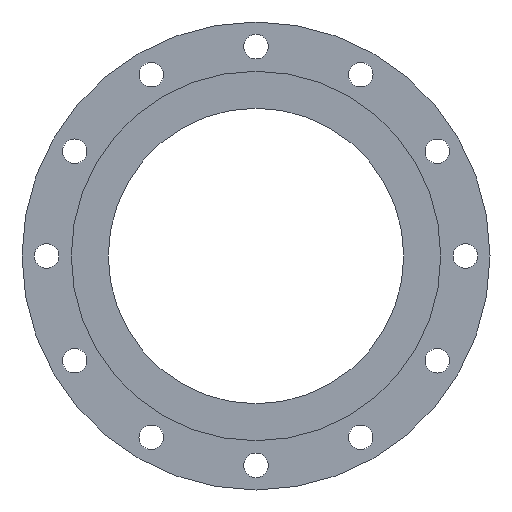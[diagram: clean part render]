
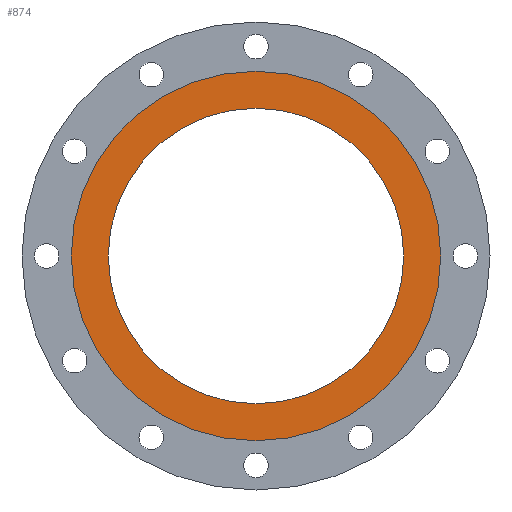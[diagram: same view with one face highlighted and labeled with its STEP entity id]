
A CAD part, front view. The second image highlights one B-rep face of the part: STEP entity #874.
In plain terms, the highlighted planar face has unit normal (0, -1, 0).
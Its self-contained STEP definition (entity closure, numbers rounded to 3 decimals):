
#16 = DIRECTION ( 'NONE',  ( 0., 0., -1. ) ) ;
#25 = CARTESIAN_POINT ( 'NONE',  ( 0., 0., -190.5 ) ) ;
#39 = DIRECTION ( 'NONE',  ( 0., 1., 0. ) ) ;
#42 = FACE_BOUND ( 'NONE', #59, .T. ) ;
#59 = EDGE_LOOP ( 'NONE', ( #201, #1405 ) ) ;
#108 = DIRECTION ( 'NONE',  ( 0., 1., 0. ) ) ;
#130 = AXIS2_PLACEMENT_3D ( 'NONE', #521, #758, #1221 ) ;
#168 = CARTESIAN_POINT ( 'NONE',  ( 0., 0., 190.5 ) ) ;
#201 = ORIENTED_EDGE ( 'NONE', *, *, #541, .T. ) ;
#238 = CARTESIAN_POINT ( 'NONE',  ( 0., 0., 0. ) ) ;
#250 = VERTEX_POINT ( 'NONE', #1243 ) ;
#255 = DIRECTION ( 'NONE',  ( 0., -1., 0. ) ) ;
#261 = EDGE_CURVE ( 'NONE', #882, #437, #788, .T. ) ;
#273 = CIRCLE ( 'NONE', #1295, 190.5 ) ;
#281 = DIRECTION ( 'NONE',  ( 0., 0., 1. ) ) ;
#437 = VERTEX_POINT ( 'NONE', #168 ) ;
#465 = CARTESIAN_POINT ( 'NONE',  ( 0., 0., 152.4 ) ) ;
#483 = CIRCLE ( 'NONE', #1128, 152.4 ) ;
#501 = CARTESIAN_POINT ( 'NONE',  ( 0., 0., 0. ) ) ;
#504 = CARTESIAN_POINT ( 'NONE',  ( 0., 0., 152.4 ) ) ;
#521 = CARTESIAN_POINT ( 'NONE',  ( 0., 0., 0. ) ) ;
#541 = EDGE_CURVE ( 'NONE', #684, #250, #1240, .T. ) ;
#616 = ORIENTED_EDGE ( 'NONE', *, *, #1380, .F. ) ;
#667 = DIRECTION ( 'NONE',  ( 0., 1., 0. ) ) ;
#684 = VERTEX_POINT ( 'NONE', #465 ) ;
#685 = CARTESIAN_POINT ( 'NONE',  ( 0., 0., 0. ) ) ;
#700 = DIRECTION ( 'NONE',  ( 0., 0., 1. ) ) ;
#721 = EDGE_CURVE ( 'NONE', #250, #684, #483, .T. ) ;
#758 = DIRECTION ( 'NONE',  ( 0., 1., 0. ) ) ;
#788 = CIRCLE ( 'NONE', #1099, 190.5 ) ;
#789 = ORIENTED_EDGE ( 'NONE', *, *, #261, .F. ) ;
#874 = ADVANCED_FACE ( 'NONE', ( #42, #1416 ), #930, .T. ) ;
#882 = VERTEX_POINT ( 'NONE', #25 ) ;
#927 = EDGE_LOOP ( 'NONE', ( #616, #789 ) ) ;
#930 = PLANE ( 'NONE',  #1129 ) ;
#1027 = DIRECTION ( 'NONE',  ( 0., 0., 1. ) ) ;
#1099 = AXIS2_PLACEMENT_3D ( 'NONE', #238, #667, #700 ) ;
#1128 = AXIS2_PLACEMENT_3D ( 'NONE', #685, #108, #1027 ) ;
#1129 = AXIS2_PLACEMENT_3D ( 'NONE', #504, #255, #16 ) ;
#1221 = DIRECTION ( 'NONE',  ( 0., 0., 1. ) ) ;
#1240 = CIRCLE ( 'NONE', #130, 152.4 ) ;
#1243 = CARTESIAN_POINT ( 'NONE',  ( 0., 0., -152.4 ) ) ;
#1295 = AXIS2_PLACEMENT_3D ( 'NONE', #501, #39, #281 ) ;
#1380 = EDGE_CURVE ( 'NONE', #437, #882, #273, .T. ) ;
#1405 = ORIENTED_EDGE ( 'NONE', *, *, #721, .T. ) ;
#1416 = FACE_OUTER_BOUND ( 'NONE', #927, .T. ) ;
